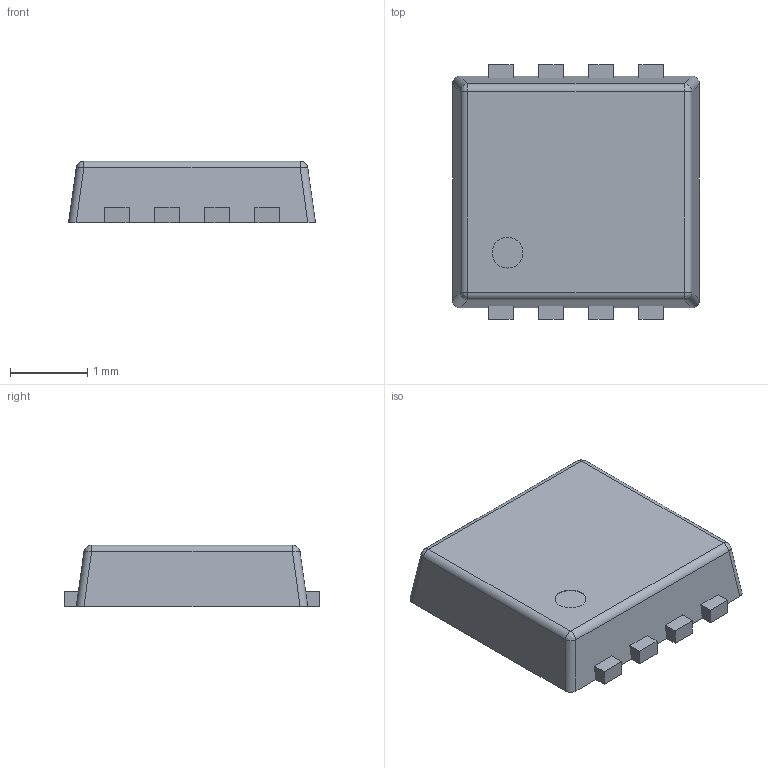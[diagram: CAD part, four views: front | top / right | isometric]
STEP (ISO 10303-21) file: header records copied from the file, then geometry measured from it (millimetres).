
FILE_DESCRIPTION (( 'STEP AP214' ), '1' );
FILE_NAME ('HSMT8.STEP', '2022-07-11T09:31:30', ( '' ), ( '' ), 'SwSTEP 2.0', 'SolidWorks 2017', '' );
FILE_SCHEMA (( 'AUTOMOTIVE_DESIGN' ));
Length unit declared in the file: millimetre
Products named in the file (4): HSMT8; =_[0_1_1_5]; HSMT8_L3.2-W3.0-P0.65-LS3.3-BL; Q1
Assembly tree (3 placements, depth 4):
  HSMT8
    Q1
      HSMT8_L3.2-W3.0-P0.65-LS3.3-BL
        =_[0_1_1_5]
Bounding box: 3.2 x 3.3 x 0.8 mm (x, y, z)
Volume: 7.2 mm3; surface area: 42.9 mm2
Topology: 6 solids, 6 shells, 162 faces, 414 edges, 272 vertices
Faces by surface type: plane 134, bspline 18, cylinder 10
Entity records: 6332 total; most frequent: CARTESIAN_POINT 1726, ORIENTED_EDGE 828, DIRECTION 702, EDGE_CURVE 414, LINE 366, VECTOR 366, VERTEX_POINT 272, EDGE_LOOP 170
